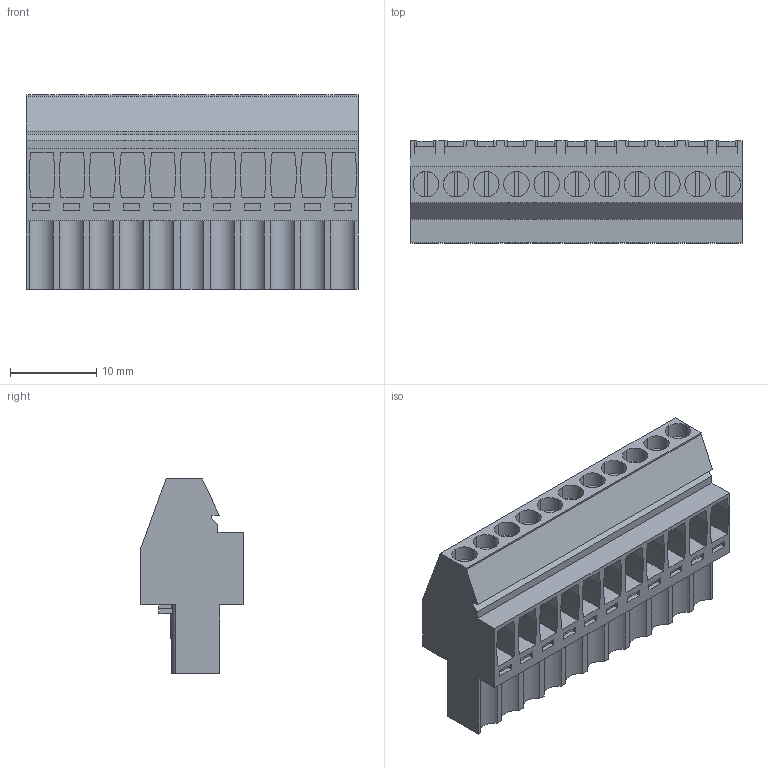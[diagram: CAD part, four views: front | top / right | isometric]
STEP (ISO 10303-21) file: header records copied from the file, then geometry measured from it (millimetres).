
FILE_DESCRIPTION(('CATIA V5 STEP Exchange','CAx-IF Rec.Pracs.--- Model Styling and Organization---1.2---2011-12-15'),'2;1');
FILE_NAME ('D1454092_0_1639560000_1639560000.stp','2017-04-20T07:31:02+00:00',('none'),('Weidmueller'),'CATIA Version 5-6 Release 2014','CATIA V5 STEP AP214','none');
FILE_SCHEMA(('AUTOMOTIVE_DESIGN { 1 0 10303 214 1 1 1 1 }'));
Length unit declared in the file: millimetre
Products named in the file (1): 1639560000
Bounding box: 38.5 x 11.83 x 22.6 mm (x, y, z)
Volume: 5849.6 mm3; surface area: 4703.7 mm2
Topology: 12 solids, 12 shells, 634 faces, 1748 edges, 1182 vertices
Faces by surface type: plane 546, cylinder 88
Entity records: 18617 total; most frequent: ORIENTED_EDGE 3496, CARTESIAN_POINT 3437, DIRECTION 2474, EDGE_CURVE 1748, VECTOR 1462, LINE 1462, VERTEX_POINT 1182, EDGE_LOOP 678
